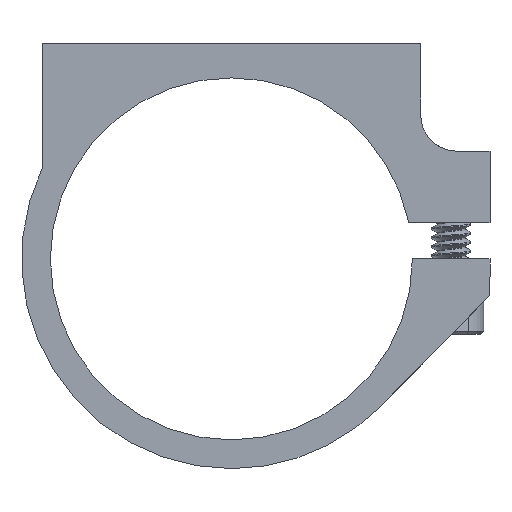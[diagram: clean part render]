
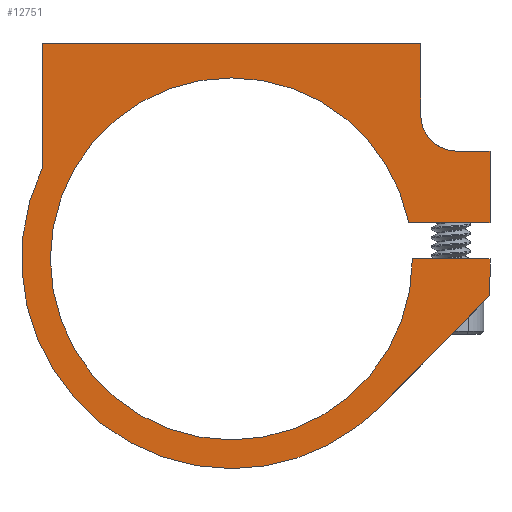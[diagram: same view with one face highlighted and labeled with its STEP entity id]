
A CAD part, front view. The second image highlights one B-rep face of the part: STEP entity #12751.
In plain terms, the highlighted planar face has unit normal (0, -1, 0).
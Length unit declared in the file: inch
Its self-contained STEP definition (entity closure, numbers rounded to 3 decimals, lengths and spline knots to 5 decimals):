
#5 = DIRECTION ( 'NONE',  ( 0., 1., 0. ) ) ;
#17 = AXIS2_PLACEMENT_3D ( 'NONE', #8919, #12344, #13560 ) ;
#194 = CARTESIAN_POINT ( 'NONE',  ( 0., 0., 0. ) ) ;
#230 = VERTEX_POINT ( 'NONE', #12307 ) ;
#572 = AXIS2_PLACEMENT_3D ( 'NONE', #649, #1680, #14184 ) ;
#590 = AXIS2_PLACEMENT_3D ( 'NONE', #6415, #3077, #872 ) ;
#649 = CARTESIAN_POINT ( 'NONE',  ( 0., 0., 0. ) ) ;
#656 = ORIENTED_EDGE ( 'NONE', *, *, #2288, .T. ) ;
#800 = EDGE_CURVE ( 'NONE', #9298, #5751, #2330, .T. ) ;
#822 = CARTESIAN_POINT ( 'NONE',  ( -0.659, 0., 0.75 ) ) ;
#872 = DIRECTION ( 'NONE',  ( 0., 0., 1. ) ) ;
#959 = DIRECTION ( 'NONE',  ( 0., 1., 0. ) ) ;
#1071 = CARTESIAN_POINT ( 'NONE',  ( -0.659, 0., 0. ) ) ;
#1072 = DIRECTION ( 'NONE',  ( 0., 0., 1. ) ) ;
#1270 = CARTESIAN_POINT ( 'NONE',  ( 0.52103, 0., -0.51119 ) ) ;
#1490 = CARTESIAN_POINT ( 'NONE',  ( 0., 0., -0.72992 ) ) ;
#1680 = DIRECTION ( 'NONE',  ( 0., 1., 0. ) ) ;
#1883 = VERTEX_POINT ( 'NONE', #10641 ) ;
#2095 = EDGE_CURVE ( 'NONE', #2257, #11627, #6756, .T. ) ;
#2257 = VERTEX_POINT ( 'NONE', #4366 ) ;
#2288 = EDGE_CURVE ( 'NONE', #8435, #5411, #6384, .T. ) ;
#2330 = LINE ( 'NONE', #12391, #14585 ) ;
#2410 = CARTESIAN_POINT ( 'NONE',  ( 0., 0., 0.75 ) ) ;
#2551 = LINE ( 'NONE', #6190, #10217 ) ;
#2834 = LINE ( 'NONE', #12774, #8182 ) ;
#2894 = ORIENTED_EDGE ( 'NONE', *, *, #8522, .F. ) ;
#3077 = DIRECTION ( 'NONE',  ( 0., -1., 0. ) ) ;
#3274 = ORIENTED_EDGE ( 'NONE', *, *, #8615, .F. ) ;
#3308 = DIRECTION ( 'NONE',  ( 0., 0., -1. ) ) ;
#3380 = AXIS2_PLACEMENT_3D ( 'NONE', #4584, #5, #13640 ) ;
#3474 = VECTOR ( 'NONE', #8112, 39.37008 ) ;
#3480 = DIRECTION ( 'NONE',  ( 0., 1., 0. ) ) ;
#3486 = ORIENTED_EDGE ( 'NONE', *, *, #13066, .T. ) ;
#3633 = EDGE_CURVE ( 'NONE', #5751, #7464, #14716, .T. ) ;
#3846 = CARTESIAN_POINT ( 'NONE',  ( 0.784, 0., 0.375 ) ) ;
#3939 = DIRECTION ( 'NONE',  ( 0., 0., -1. ) ) ;
#4025 = VERTEX_POINT ( 'NONE', #8449 ) ;
#4126 = AXIS2_PLACEMENT_3D ( 'NONE', #194, #3480, #4675 ) ;
#4172 = DIRECTION ( 'NONE',  ( -1., 0., 0. ) ) ;
#4366 = CARTESIAN_POINT ( 'NONE',  ( 0., 0., -0.62992 ) ) ;
#4446 = VECTOR ( 'NONE', #3308, 39.37008 ) ;
#4461 = DIRECTION ( 'NONE',  ( 0., 1., 0. ) ) ;
#4559 = DIRECTION ( 'NONE',  ( 0., 0., -1. ) ) ;
#4569 = VERTEX_POINT ( 'NONE', #14312 ) ;
#4584 = CARTESIAN_POINT ( 'NONE',  ( 0., 0., 0. ) ) ;
#4634 = CARTESIAN_POINT ( 'NONE',  ( 0., 0., 0.62992 ) ) ;
#4675 = DIRECTION ( 'NONE',  ( 0., 0., 1. ) ) ;
#4862 = CARTESIAN_POINT ( 'NONE',  ( 0.89992, 0., 0.375 ) ) ;
#4968 = VECTOR ( 'NONE', #4559, 39.37008 ) ;
#5385 = PLANE ( 'NONE',  #3380 ) ;
#5411 = VERTEX_POINT ( 'NONE', #11583 ) ;
#5652 = DIRECTION ( 'NONE',  ( 1., 0., 0. ) ) ;
#5678 = FACE_OUTER_BOUND ( 'NONE', #7073, .T. ) ;
#5751 = VERTEX_POINT ( 'NONE', #4862 ) ;
#5799 = ORIENTED_EDGE ( 'NONE', *, *, #8490, .F. ) ;
#5990 = DIRECTION ( 'NONE',  ( 1., 0., 0. ) ) ;
#6066 = ORIENTED_EDGE ( 'NONE', *, *, #13718, .F. ) ;
#6153 = VERTEX_POINT ( 'NONE', #7923 ) ;
#6190 = CARTESIAN_POINT ( 'NONE',  ( 0.89992, 0., 0. ) ) ;
#6213 = CIRCLE ( 'NONE', #6599, 0.72992 ) ;
#6384 = LINE ( 'NONE', #1071, #8899 ) ;
#6394 = EDGE_CURVE ( 'NONE', #6867, #4569, #10998, .T. ) ;
#6415 = CARTESIAN_POINT ( 'NONE',  ( 0.784, 0., 0.5 ) ) ;
#6499 = ORIENTED_EDGE ( 'NONE', *, *, #9977, .F. ) ;
#6599 = AXIS2_PLACEMENT_3D ( 'NONE', #11105, #959, #13361 ) ;
#6756 = CIRCLE ( 'NONE', #4126, 0.62992 ) ;
#6805 = DIRECTION ( 'NONE',  ( 0., 0., -1. ) ) ;
#6867 = VERTEX_POINT ( 'NONE', #12185 ) ;
#6898 = LINE ( 'NONE', #7518, #13300 ) ;
#6917 = CARTESIAN_POINT ( 'NONE',  ( 0.659, 0., 0. ) ) ;
#7073 = EDGE_LOOP ( 'NONE', ( #3486, #14237, #8742, #5799, #10346, #7777, #2894, #10589, #7562, #656, #13709, #3274, #14485, #6499, #6066 ) ) ;
#7298 = LINE ( 'NONE', #6917, #4968 ) ;
#7462 = CARTESIAN_POINT ( 'NONE',  ( 0.89992, 0., 0.125 ) ) ;
#7464 = VERTEX_POINT ( 'NONE', #7462 ) ;
#7518 = CARTESIAN_POINT ( 'NONE',  ( 0., 0., 0.125 ) ) ;
#7562 = ORIENTED_EDGE ( 'NONE', *, *, #10325, .F. ) ;
#7641 = EDGE_CURVE ( 'NONE', #9349, #5411, #6213, .T. ) ;
#7765 = CARTESIAN_POINT ( 'NONE',  ( 0., 0., 0. ) ) ;
#7777 = ORIENTED_EDGE ( 'NONE', *, *, #800, .F. ) ;
#7923 = CARTESIAN_POINT ( 'NONE',  ( 0.659, 0., 0.5 ) ) ;
#8112 = DIRECTION ( 'NONE',  ( -0.7, 0., -0.714 ) ) ;
#8182 = VECTOR ( 'NONE', #11609, 39.37008 ) ;
#8435 = VERTEX_POINT ( 'NONE', #822 ) ;
#8449 = CARTESIAN_POINT ( 'NONE',  ( 0.89992, 0., 0. ) ) ;
#8490 = EDGE_CURVE ( 'NONE', #7464, #11815, #6898, .T. ) ;
#8522 = EDGE_CURVE ( 'NONE', #6153, #9298, #11733, .T. ) ;
#8600 = EDGE_CURVE ( 'NONE', #11627, #11815, #9415, .T. ) ;
#8615 = EDGE_CURVE ( 'NONE', #4569, #9349, #8698, .T. ) ;
#8698 = CIRCLE ( 'NONE', #14189, 0.72992 ) ;
#8742 = ORIENTED_EDGE ( 'NONE', *, *, #8600, .T. ) ;
#8899 = VECTOR ( 'NONE', #6805, 39.37008 ) ;
#8919 = CARTESIAN_POINT ( 'NONE',  ( 0., 0., 0. ) ) ;
#9061 = CARTESIAN_POINT ( 'NONE',  ( 0.89992, 0., 0. ) ) ;
#9083 = CIRCLE ( 'NONE', #572, 0.62992 ) ;
#9139 = VECTOR ( 'NONE', #5990, 39.37008 ) ;
#9298 = VERTEX_POINT ( 'NONE', #3846 ) ;
#9349 = VERTEX_POINT ( 'NONE', #1490 ) ;
#9415 = CIRCLE ( 'NONE', #17, 0.62992 ) ;
#9977 = EDGE_CURVE ( 'NONE', #4025, #6867, #2551, .T. ) ;
#10217 = VECTOR ( 'NONE', #3939, 39.37008 ) ;
#10325 = EDGE_CURVE ( 'NONE', #8435, #230, #12521, .T. ) ;
#10346 = ORIENTED_EDGE ( 'NONE', *, *, #3633, .F. ) ;
#10589 = ORIENTED_EDGE ( 'NONE', *, *, #13641, .F. ) ;
#10641 = CARTESIAN_POINT ( 'NONE',  ( 0.62992, 0., 0. ) ) ;
#10702 = CARTESIAN_POINT ( 'NONE',  ( 0.61739, 0., 0.125 ) ) ;
#10998 = LINE ( 'NONE', #1270, #3474 ) ;
#11105 = CARTESIAN_POINT ( 'NONE',  ( 0., 0., 0. ) ) ;
#11583 = CARTESIAN_POINT ( 'NONE',  ( -0.659, 0., 0.31385 ) ) ;
#11609 = DIRECTION ( 'NONE',  ( 1., 0., 0. ) ) ;
#11627 = VERTEX_POINT ( 'NONE', #4634 ) ;
#11733 = CIRCLE ( 'NONE', #590, 0.125 ) ;
#11815 = VERTEX_POINT ( 'NONE', #10702 ) ;
#12185 = CARTESIAN_POINT ( 'NONE',  ( 0.89992, 0., -0.125 ) ) ;
#12307 = CARTESIAN_POINT ( 'NONE',  ( 0.659, 0., 0.75 ) ) ;
#12344 = DIRECTION ( 'NONE',  ( 0., 1., 0. ) ) ;
#12391 = CARTESIAN_POINT ( 'NONE',  ( 0., 0., 0.375 ) ) ;
#12521 = LINE ( 'NONE', #2410, #9139 ) ;
#12751 = ADVANCED_FACE ( 'NONE', ( #5678 ), #5385, .F. ) ;
#12774 = CARTESIAN_POINT ( 'NONE',  ( 0., 0., 0. ) ) ;
#13066 = EDGE_CURVE ( 'NONE', #1883, #2257, #9083, .T. ) ;
#13300 = VECTOR ( 'NONE', #4172, 39.37008 ) ;
#13361 = DIRECTION ( 'NONE',  ( 0., 0., 1. ) ) ;
#13560 = DIRECTION ( 'NONE',  ( 0., 0., 1. ) ) ;
#13640 = DIRECTION ( 'NONE',  ( 0., 0., 1. ) ) ;
#13641 = EDGE_CURVE ( 'NONE', #230, #6153, #7298, .T. ) ;
#13709 = ORIENTED_EDGE ( 'NONE', *, *, #7641, .F. ) ;
#13718 = EDGE_CURVE ( 'NONE', #1883, #4025, #2834, .T. ) ;
#14184 = DIRECTION ( 'NONE',  ( 0., 0., 1. ) ) ;
#14189 = AXIS2_PLACEMENT_3D ( 'NONE', #7765, #4461, #1072 ) ;
#14237 = ORIENTED_EDGE ( 'NONE', *, *, #2095, .T. ) ;
#14312 = CARTESIAN_POINT ( 'NONE',  ( 0.52103, 0., -0.51119 ) ) ;
#14485 = ORIENTED_EDGE ( 'NONE', *, *, #6394, .F. ) ;
#14585 = VECTOR ( 'NONE', #5652, 39.37008 ) ;
#14716 = LINE ( 'NONE', #9061, #4446 ) ;
